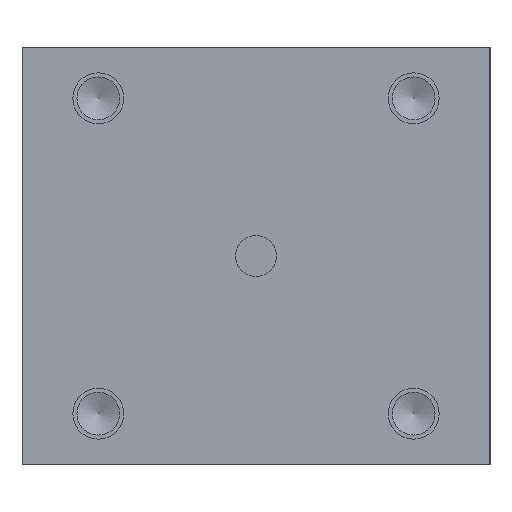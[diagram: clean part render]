
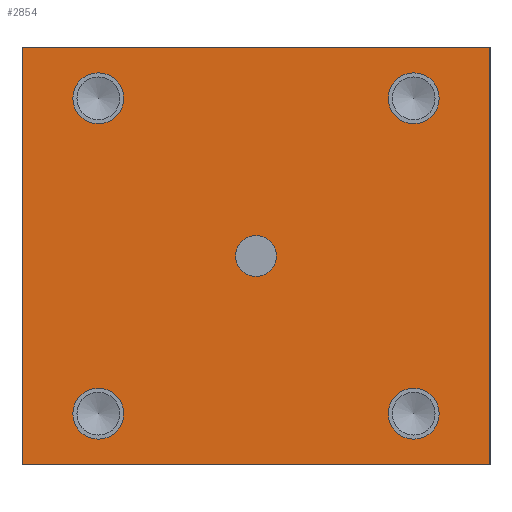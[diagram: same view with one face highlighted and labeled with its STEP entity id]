
A CAD part, left-side view. The second image highlights one B-rep face of the part: STEP entity #2854.
In plain terms, the highlighted planar face has unit normal (-1, 0, 0).
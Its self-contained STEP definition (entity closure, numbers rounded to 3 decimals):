
#81=CIRCLE('',#2940,2.5);
#85=CIRCLE('',#2947,2.5);
#89=CIRCLE('',#2953,2.);
#106=CIRCLE('',#2983,2.5);
#110=CIRCLE('',#2990,2.5);
#273=FACE_BOUND('',#762,.T.);
#274=FACE_BOUND('',#763,.T.);
#275=FACE_BOUND('',#764,.T.);
#276=FACE_BOUND('',#765,.T.);
#277=FACE_BOUND('',#766,.T.);
#340=PLANE('',#3035);
#515=FACE_OUTER_BOUND('',#761,.T.);
#761=EDGE_LOOP('',(#2596,#2597,#2598,#2599));
#762=EDGE_LOOP('',(#2600));
#763=EDGE_LOOP('',(#2601));
#764=EDGE_LOOP('',(#2602));
#765=EDGE_LOOP('',(#2603));
#766=EDGE_LOOP('',(#2604));
#944=LINE('',#4999,#1116);
#948=LINE('',#5204,#1120);
#950=LINE('',#5207,#1122);
#952=LINE('',#5210,#1124);
#1116=VECTOR('',#3286,46.);
#1120=VECTOR('',#3548,46.);
#1122=VECTOR('',#3552,41.);
#1124=VECTOR('',#3556,41.);
#1448=VERTEX_POINT('',#4996);
#1449=VERTEX_POINT('',#4998);
#1471=VERTEX_POINT('',#5057);
#1475=VERTEX_POINT('',#5068);
#1479=VERTEX_POINT('',#5078);
#1496=VERTEX_POINT('',#5125);
#1500=VERTEX_POINT('',#5136);
#1520=VERTEX_POINT('',#5201);
#1521=VERTEX_POINT('',#5203);
#1812=EDGE_CURVE('',#1448,#1449,#944,.T.);
#1835=EDGE_CURVE('',#1471,#1471,#81,.T.);
#1839=EDGE_CURVE('',#1475,#1475,#85,.T.);
#1843=EDGE_CURVE('',#1479,#1479,#89,.T.);
#1860=EDGE_CURVE('',#1496,#1496,#106,.T.);
#1864=EDGE_CURVE('',#1500,#1500,#110,.T.);
#1884=EDGE_CURVE('',#1520,#1521,#948,.T.);
#1886=EDGE_CURVE('',#1449,#1520,#950,.T.);
#1888=EDGE_CURVE('',#1448,#1521,#952,.T.);
#2596=ORIENTED_EDGE('',*,*,#1888,.T.);
#2597=ORIENTED_EDGE('',*,*,#1884,.F.);
#2598=ORIENTED_EDGE('',*,*,#1886,.F.);
#2599=ORIENTED_EDGE('',*,*,#1812,.F.);
#2600=ORIENTED_EDGE('',*,*,#1864,.T.);
#2601=ORIENTED_EDGE('',*,*,#1860,.T.);
#2602=ORIENTED_EDGE('',*,*,#1843,.T.);
#2603=ORIENTED_EDGE('',*,*,#1839,.T.);
#2604=ORIENTED_EDGE('',*,*,#1835,.T.);
#2854=ADVANCED_FACE('',(#515,#273,#274,#275,#276,#277),#340,.F.);
#2940=AXIS2_PLACEMENT_3D('',#5058,#3358,#3359);
#2947=AXIS2_PLACEMENT_3D('',#5069,#3372,#3373);
#2953=AXIS2_PLACEMENT_3D('',#5079,#3384,#3385);
#2983=AXIS2_PLACEMENT_3D('',#5126,#3444,#3445);
#2990=AXIS2_PLACEMENT_3D('',#5137,#3458,#3459);
#3035=AXIS2_PLACEMENT_3D('',#5209,#3554,#3555);
#3286=DIRECTION('',(0.,-1.,0.));
#3358=DIRECTION('center_axis',(1.,0.,0.));
#3359=DIRECTION('ref_axis',(0.,1.,0.));
#3372=DIRECTION('center_axis',(1.,0.,0.));
#3373=DIRECTION('ref_axis',(0.,1.,0.));
#3384=DIRECTION('center_axis',(1.,0.,0.));
#3385=DIRECTION('ref_axis',(0.,1.,0.));
#3444=DIRECTION('center_axis',(1.,0.,0.));
#3445=DIRECTION('ref_axis',(0.,1.,0.));
#3458=DIRECTION('center_axis',(1.,0.,0.));
#3459=DIRECTION('ref_axis',(0.,1.,0.));
#3548=DIRECTION('',(0.,1.,0.));
#3552=DIRECTION('',(0.,0.,-1.));
#3554=DIRECTION('center_axis',(1.,0.,0.));
#3555=DIRECTION('ref_axis',(0.,0.,-1.));
#3556=DIRECTION('',(0.,0.,-1.));
#4996=CARTESIAN_POINT('',(258.,46.,86.));
#4998=CARTESIAN_POINT('',(258.,0.,86.));
#4999=CARTESIAN_POINT('',(258.,23.,86.));
#5057=CARTESIAN_POINT('',(258.,5.,81.));
#5058=CARTESIAN_POINT('Origin',(258.,7.5,81.));
#5068=CARTESIAN_POINT('',(258.,5.,50.));
#5069=CARTESIAN_POINT('Origin',(258.,7.5,50.));
#5078=CARTESIAN_POINT('',(258.,21.,65.5));
#5079=CARTESIAN_POINT('Origin',(258.,23.,65.5));
#5125=CARTESIAN_POINT('',(258.,36.,50.));
#5126=CARTESIAN_POINT('Origin',(258.,38.5,50.));
#5136=CARTESIAN_POINT('',(258.,36.,81.));
#5137=CARTESIAN_POINT('Origin',(258.,38.5,81.));
#5201=CARTESIAN_POINT('',(258.,0.,45.));
#5203=CARTESIAN_POINT('',(258.,46.,45.));
#5204=CARTESIAN_POINT('',(258.,23.,45.));
#5207=CARTESIAN_POINT('',(258.,0.,65.5));
#5209=CARTESIAN_POINT('Origin',(258.,23.,65.5));
#5210=CARTESIAN_POINT('',(258.,46.,65.5));
